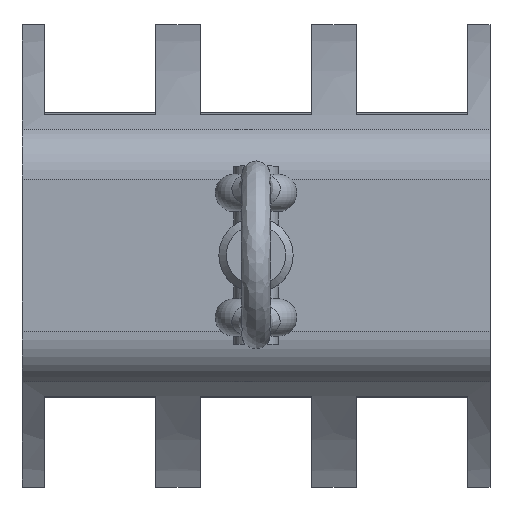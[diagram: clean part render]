
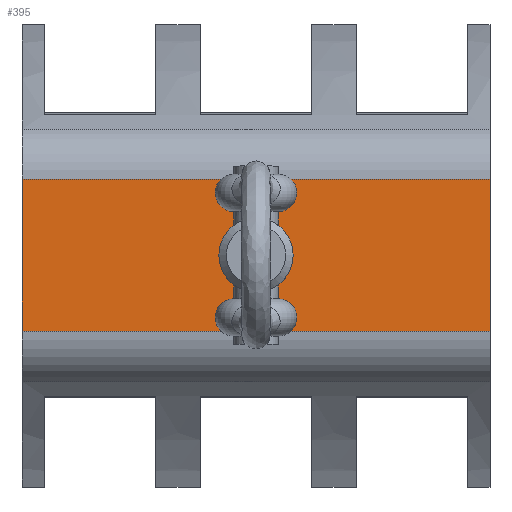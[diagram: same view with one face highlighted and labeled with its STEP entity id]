
A CAD part, top view. The second image highlights one B-rep face of the part: STEP entity #395.
In plain terms, the highlighted planar face has unit normal (0, 0, 1).
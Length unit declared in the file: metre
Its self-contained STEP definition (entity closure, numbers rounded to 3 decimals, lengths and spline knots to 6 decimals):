
#395 = ADVANCED_FACE( '', ( #856, #857 ), #858, .F. );
#856 = FACE_BOUND( '', #3687, .T. );
#857 = FACE_OUTER_BOUND( '', #3688, .T. );
#858 = PLANE( '', #3689 );
#3687 = EDGE_LOOP( '', ( #6426 ) );
#3688 = EDGE_LOOP( '', ( #6427, #6428, #6429, #6430 ) );
#3689 = AXIS2_PLACEMENT_3D( '', #6431, #6432, #6433 );
#6426 = ORIENTED_EDGE( '', *, *, #7213, .T. );
#6427 = ORIENTED_EDGE( '', *, *, #7092, .T. );
#6428 = ORIENTED_EDGE( '', *, *, #7101, .T. );
#6429 = ORIENTED_EDGE( '', *, *, #7214, .F. );
#6430 = ORIENTED_EDGE( '', *, *, #7113, .F. );
#6431 = CARTESIAN_POINT( '', ( 0.04699, 0.012969, 0.73914 ) );
#6432 = DIRECTION( '', ( 0., 0., -1. ) );
#6433 = DIRECTION( '', ( -1., 0., 0. ) );
#7092 = EDGE_CURVE( '', #7850, #7848, #7851, .T. );
#7101 = EDGE_CURVE( '', #7848, #7863, #7865, .T. );
#7113 = EDGE_CURVE( '', #7850, #7880, #7881, .T. );
#7213 = EDGE_CURVE( '', #8004, #8004, #8005, .T. );
#7214 = EDGE_CURVE( '', #7880, #7863, #8006, .T. );
#7848 = VERTEX_POINT( '', #10411 );
#7850 = VERTEX_POINT( '', #10413 );
#7851 = LINE( '', #10414, #10415 );
#7863 = VERTEX_POINT( '', #10436 );
#7865 = LINE( '', #10438, #10439 );
#7880 = VERTEX_POINT( '', #10478 );
#7881 = LINE( '', #10479, #10480 );
#8004 = VERTEX_POINT( '', #11134 );
#8005 = CIRCLE( '', #11135, 0.0127 );
#8006 = LINE( '', #11136, #11137 );
#10411 = CARTESIAN_POINT( '', ( -0.11303, 0.025937, 0.73914 ) );
#10413 = CARTESIAN_POINT( '', ( 0.04699, 0.025937, 0.73914 ) );
#10414 = CARTESIAN_POINT( '', ( 0.04699, 0.025937, 0.73914 ) );
#10415 = VECTOR( '', #11704, 1. );
#10436 = CARTESIAN_POINT( '', ( -0.11303, -0.025937, 0.73914 ) );
#10438 = CARTESIAN_POINT( '', ( -0.11303, 0.012969, 0.73914 ) );
#10439 = VECTOR( '', #11717, 1. );
#10478 = CARTESIAN_POINT( '', ( 0.04699, -0.025937, 0.73914 ) );
#10479 = CARTESIAN_POINT( '', ( 0.04699, 0.012969, 0.73914 ) );
#10480 = VECTOR( '', #11724, 1. );
#11134 = CARTESIAN_POINT( '', ( -0.04572, 0., 0.73914 ) );
#11135 = AXIS2_PLACEMENT_3D( '', #11782, #11783, #11784 );
#11136 = CARTESIAN_POINT( '', ( 0.04699, -0.025937, 0.73914 ) );
#11137 = VECTOR( '', #11785, 1. );
#11704 = DIRECTION( '', ( -1., 0., 0. ) );
#11717 = DIRECTION( '', ( 0., -1., 0. ) );
#11724 = DIRECTION( '', ( 0., -1., 0. ) );
#11782 = CARTESIAN_POINT( '', ( -0.03302, 0., 0.73914 ) );
#11783 = DIRECTION( '', ( 0., 0., -1. ) );
#11784 = DIRECTION( '', ( -1., 0., 0. ) );
#11785 = DIRECTION( '', ( -1., 0., 0. ) );
